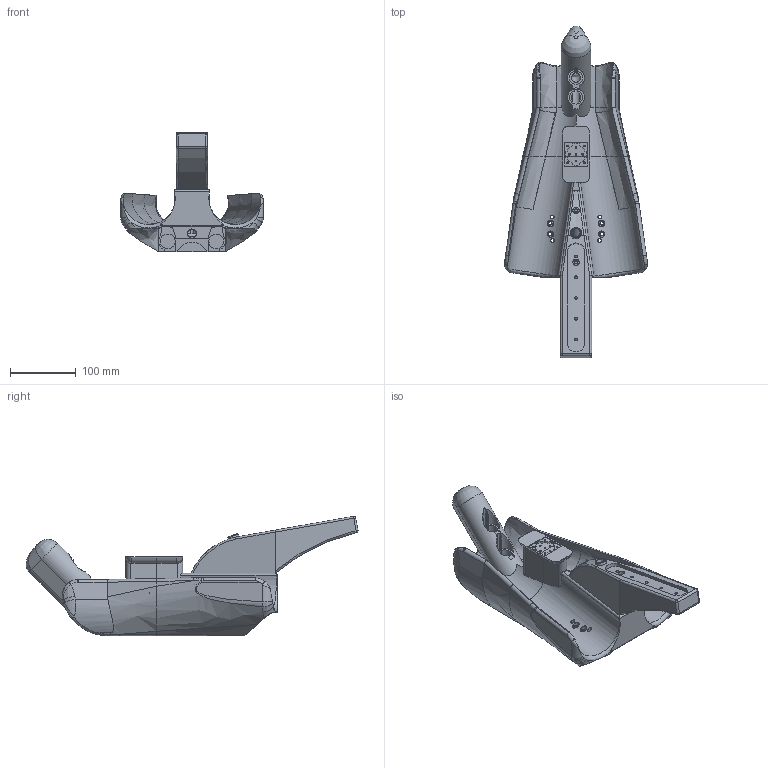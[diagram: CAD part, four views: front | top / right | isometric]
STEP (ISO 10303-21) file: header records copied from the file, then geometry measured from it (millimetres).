
FILE_DESCRIPTION(/* description */ (''),/* implementation_level */ '2;1');
FILE_NAME(/* name */ 'Aero_Cockpit.step',/* time_stamp */ '2025-07-10T15:11:05-05:00',/* author */ (''),/* organization */ (''),/* preprocessor_version */ 'ST-DEVELOPER v20.1',/* originating_system */ 'Autodesk Translation Framework v14.10.0.0',/* authorisation */ '');
FILE_SCHEMA (('AUTOMOTIVE_DESIGN { 1 0 10303 214 3 1 1 }'));
Length unit declared in the file: millimetre
Products named in the file (1): Aero_Cockpit
Bounding box: 217.34 x 504.16 x 181.27 mm (x, y, z)
Volume: 2633158 mm3; surface area: 345787.2 mm2
Topology: 3 solids, 3 shells, 530 faces, 1297 edges, 843 vertices
Faces by surface type: plane 204, cylinder 195, bspline 120, torus 7, sphere 4
Full cylindrical faces by diameter (mm): 2.5 x9, 3 x44, 4.5 x7, 5.2 x2, 5.5 x8, 9.5 x6, 12.5 x2, 14 x2, 17 x1, 22.5 x4
Entity records: 20987 total; most frequent: CARTESIAN_POINT 9099, ORIENTED_EDGE 2588, DIRECTION 2187, EDGE_CURVE 1294, VERTEX_POINT 843, AXIS2_PLACEMENT_3D 842, EDGE_LOOP 639, FACE_OUTER_BOUND 530
